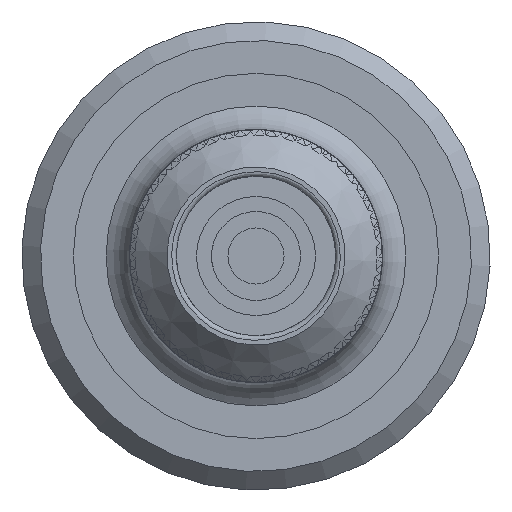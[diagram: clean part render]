
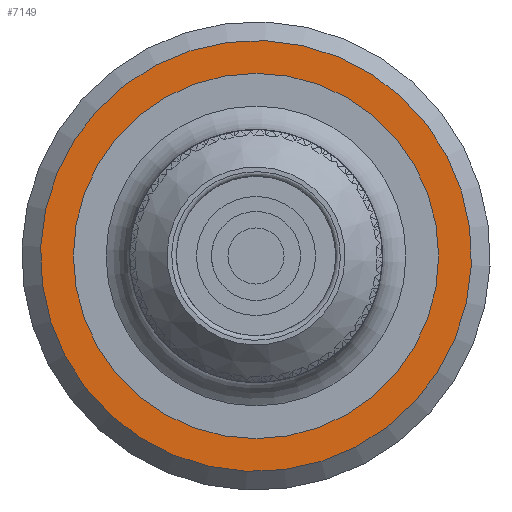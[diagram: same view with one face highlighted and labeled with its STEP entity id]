
A CAD part, left-side view. The second image highlights one B-rep face of the part: STEP entity #7149.
In plain terms, the highlighted planar face has unit normal (-1, 0, 0).
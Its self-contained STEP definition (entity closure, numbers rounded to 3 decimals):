
#7149 = ADVANCED_FACE( '', ( #20712, #20713 ), #20714, .T. );
#20712 = FACE_OUTER_BOUND( '', #49296, .T. );
#20713 = FACE_BOUND( '', #49297, .T. );
#20714 = PLANE( '', #49298 );
#49296 = EDGE_LOOP( '', ( #303971 ) );
#49297 = EDGE_LOOP( '', ( #303972 ) );
#49298 = AXIS2_PLACEMENT_3D( '', #303973, #303974, #303975 );
#303971 = ORIENTED_EDGE( '', *, *, #342376, .T. );
#303972 = ORIENTED_EDGE( '', *, *, #342377, .T. );
#303973 = CARTESIAN_POINT( '', ( -3.7, -0.258, 0.624 ) );
#303974 = DIRECTION( '', ( -1., 0., 0. ) );
#303975 = DIRECTION( '', ( 0., 0.924, 0.382 ) );
#342376 = EDGE_CURVE( '', #363350, #363350, #363351, .T. );
#342377 = EDGE_CURVE( '', #363352, #363352, #363353, .F. );
#363350 = VERTEX_POINT( '', #398011 );
#363351 = CIRCLE( '', #398012, 2.3 );
#363352 = VERTEX_POINT( '', #398013 );
#363353 = CIRCLE( '', #398014, 1.85 );
#398011 = CARTESIAN_POINT( '', ( -3.7, 2.126, 0.878 ) );
#398012 = AXIS2_PLACEMENT_3D( '', #529578, #529579, #529580 );
#398013 = CARTESIAN_POINT( '', ( -3.7, 1.71, 0.706 ) );
#398014 = AXIS2_PLACEMENT_3D( '', #529581, #529582, #529583 );
#529578 = CARTESIAN_POINT( '', ( -3.7, 0., 0. ) );
#529579 = DIRECTION( '', ( -1., 0., 0. ) );
#529580 = DIRECTION( '', ( 0., 0.924, 0.382 ) );
#529581 = CARTESIAN_POINT( '', ( -3.7, 0., 0. ) );
#529582 = DIRECTION( '', ( -1., 0., 0. ) );
#529583 = DIRECTION( '', ( 0., 0.924, 0.382 ) );
